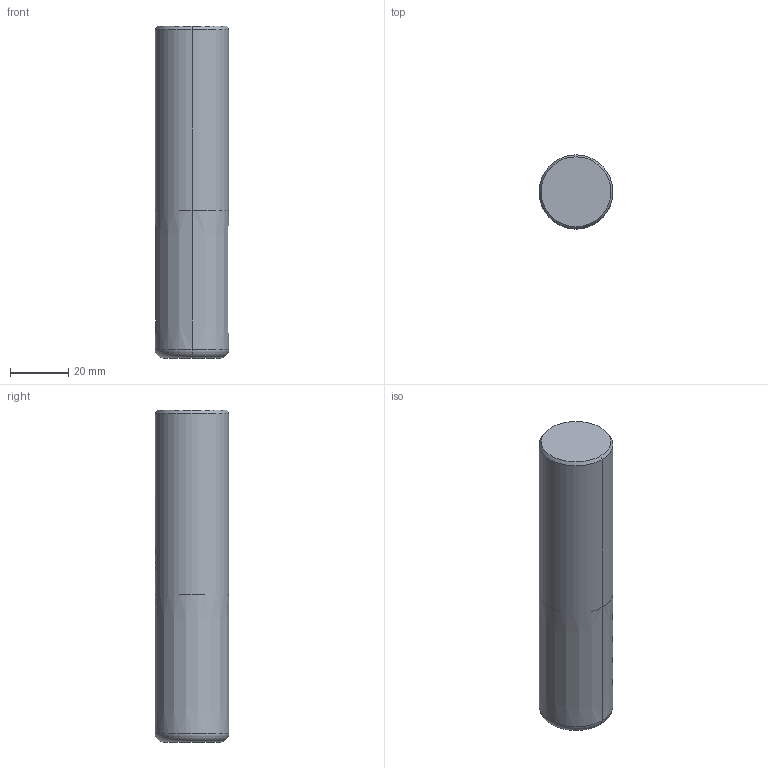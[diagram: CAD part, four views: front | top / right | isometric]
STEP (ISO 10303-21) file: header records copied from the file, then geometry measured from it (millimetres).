
FILE_DESCRIPTION(('no description'),'unknown implementation level');
FILE_NAME('solid_8wy_CKweFmqiSOSawmmoXbwCF0_1.STP',' ',('CIMSOURCE GmbH'),('CADClick - KiM GmbH - www.kimweb.de'),'unknown preprocess','ACIS','unknown authorization');
FILE_SCHEMA(('automotive_design'));
Length unit declared in the file: millimetre
Products named in the file (2): NOCUT; CUT
Bounding box: 25.4 x 25.4 x 114.3 mm (x, y, z)
Volume: 57680.2 mm3; surface area: 14426.4 mm2
Topology: 2 solids, 2 shells, 32 faces, 75 edges, 48 vertices
Faces by surface type: cylinder 14, plane 10, cone 6, torus 2
Entity records: 2212 total; most frequent: CARTESIAN_POINT 541, DIRECTION 167, STYLED_ITEM 157, PRESENTATION_STYLE_ASSIGNMENT 157, COLOUR_RGB 157, ORIENTED_EDGE 150, EDGE_CURVE 75, CURVE_STYLE 75
